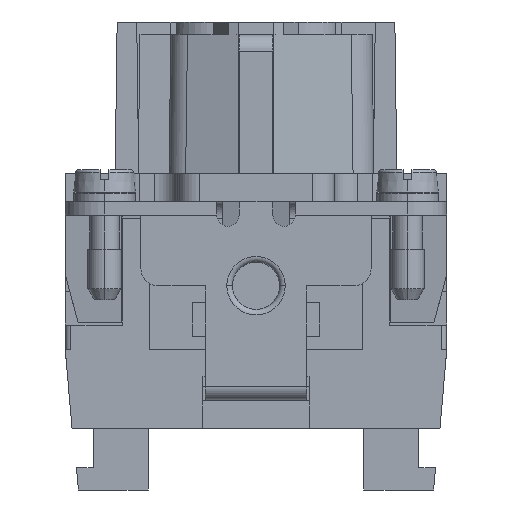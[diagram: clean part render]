
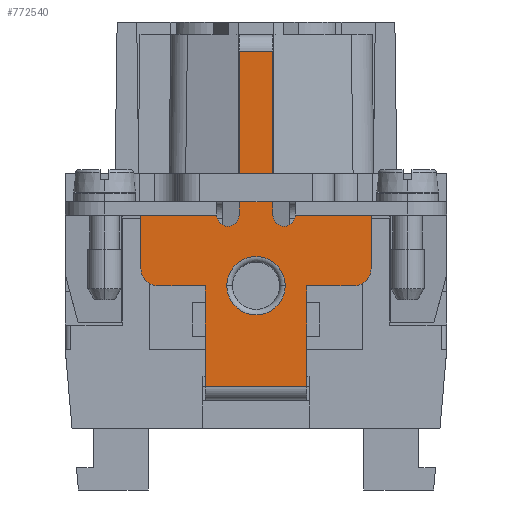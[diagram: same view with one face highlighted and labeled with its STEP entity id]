
A CAD part, left-side view. The second image highlights one B-rep face of the part: STEP entity #772540.
In plain terms, the highlighted face is planar.
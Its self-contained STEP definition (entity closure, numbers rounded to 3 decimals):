
#29230=CARTESIAN_POINT('',(120.246,18.426,
0.9));
#29240=VERTEX_POINT('',#29230);
#29270=CARTESIAN_POINT('',(120.246,18.426,
-20.6));
#29280=DIRECTION('',(0.,0.,1.));
#29290=VECTOR('',#29280,1.);
#29300=LINE('',#29270,#29290);
#29310=CARTESIAN_POINT('',(120.246,18.426,
-3.9));
#29320=VERTEX_POINT('',#29310);
#29330=EDGE_CURVE('',#29320,#29240,#29300,.T.);
#759740=CARTESIAN_POINT('',(120.246,24.176,
6.9));
#759750=VERTEX_POINT('',#759740);
#759900=CARTESIAN_POINT('',(120.246,24.176,
3.9));
#759910=VERTEX_POINT('',#759900);
#759940=CARTESIAN_POINT('',(120.246,24.176,
-20.6));
#759950=DIRECTION('',(0.,0.,-1.));
#759960=VECTOR('',#759950,1.);
#759970=LINE('',#759940,#759960);
#759980=CARTESIAN_POINT('',(120.246,24.176,
2.4));
#759990=VERTEX_POINT('',#759980);
#760000=EDGE_CURVE('',#759910,#759990,#759970,.T.);
#760670=CARTESIAN_POINT('',(120.246,24.176,
11.4));
#760680=VERTEX_POINT('',#760670);
#760710=EDGE_CURVE('',#760680,#759750,#759970,.T.);
#761000=CARTESIAN_POINT('',(120.246,38.926,
-3.9));
#761010=VERTEX_POINT('',#761000);
#761040=CARTESIAN_POINT('',(120.246,38.926,
-20.6));
#761050=DIRECTION('',(0.,0.,-1.));
#761060=VECTOR('',#761050,1.);
#761070=LINE('',#761040,#761060);
#761080=CARTESIAN_POINT('',(120.246,38.926,
0.9));
#761090=VERTEX_POINT('',#761080);
#761100=EDGE_CURVE('',#761090,#761010,#761070,.T.);
#765500=CARTESIAN_POINT('',(120.246,32.176,
-3.9));
#765510=VERTEX_POINT('',#765500);
#765540=CARTESIAN_POINT('',(120.246,-15.324,
-3.9));
#765550=DIRECTION('',(0.,-1.,0.));
#765560=VECTOR('',#765550,1.);
#765570=LINE('',#765540,#765560);
#765580=EDGE_CURVE('',#761010,#765510,#765570,.T.);
#768170=CARTESIAN_POINT('',(120.246,30.176,
-3.9));
#768180=VERTEX_POINT('',#768170);
#768230=CARTESIAN_POINT('',(120.246,31.176,
-3.9));
#768240=DIRECTION('',(1.,0.,0.));
#768250=DIRECTION('',(0.,1.,0.));
#768260=AXIS2_PLACEMENT_3D('',#768230,#768240,#768250);
#768270=CIRCLE('',#768260,1.);
#768280=EDGE_CURVE('',#765510,#768180,#768270,.T.);
#771140=CARTESIAN_POINT('',(120.246,26.076,
2.4));
#771150=VERTEX_POINT('',#771140);
#771240=CARTESIAN_POINT('',(120.246,31.276,
2.4));
#771250=VERTEX_POINT('',#771240);
#771280=CARTESIAN_POINT('',(120.246,28.676,
2.4));
#771290=DIRECTION('',(1.,0.,0.));
#771300=DIRECTION('',(0.,1.,0.));
#771310=AXIS2_PLACEMENT_3D('',#771280,#771290,#771300);
#771320=CIRCLE('',#771310,2.6);
#771330=EDGE_CURVE('',#771150,#771250,#771320,.T.);
#771450=CARTESIAN_POINT('',(120.246,27.682,
7.687));
#771460=DIRECTION('',(1.,0.,0.));
#771470=DIRECTION('',(0.,1.,0.));
#771480=AXIS2_PLACEMENT_3D('',#771450,#771460,#771470);
#771490=PLANE('',#771480);
#771500=EDGE_CURVE('',#771250,#771150,#771320,.T.);
#771510=ORIENTED_EDGE('',*,*,#771500,.F.);
#771520=ORIENTED_EDGE('',*,*,#771330,.F.);
#771530=EDGE_LOOP('',(#771520,#771510));
#771540=FACE_BOUND('',#771530,.T.);
#771550=ORIENTED_EDGE('',*,*,#760000,.T.);
#771560=EDGE_CURVE('',#759750,#759910,#759970,.T.);
#771570=ORIENTED_EDGE('',*,*,#771560,.T.);
#771580=ORIENTED_EDGE('',*,*,#760710,.T.);
#771590=CARTESIAN_POINT('',(120.246,-15.324,
11.4));
#771600=DIRECTION('',(0.,1.,0.));
#771610=VECTOR('',#771600,1.);
#771620=LINE('',#771590,#771610);
#771630=CARTESIAN_POINT('',(120.246,33.176,
11.4));
#771640=VERTEX_POINT('',#771630);
#771650=EDGE_CURVE('',#760680,#771640,#771620,.T.);
#771660=ORIENTED_EDGE('',*,*,#771650,.F.);
#771670=CARTESIAN_POINT('',(120.246,33.176,
-20.6));
#771680=DIRECTION('',(0.,0.,1.));
#771690=VECTOR('',#771680,1.);
#771700=LINE('',#771670,#771690);
#771710=CARTESIAN_POINT('',(120.246,33.176,
6.9));
#771720=VERTEX_POINT('',#771710);
#771730=EDGE_CURVE('',#771720,#771640,#771700,.T.);
#771740=ORIENTED_EDGE('',*,*,#771730,.T.);
#771750=CARTESIAN_POINT('',(120.246,33.176,
3.9));
#771760=VERTEX_POINT('',#771750);
#771770=EDGE_CURVE('',#771760,#771720,#771700,.T.);
#771780=ORIENTED_EDGE('',*,*,#771770,.T.);
#771790=CARTESIAN_POINT('',(120.246,33.176,
2.4));
#771800=VERTEX_POINT('',#771790);
#771810=EDGE_CURVE('',#771800,#771760,#771700,.T.);
#771820=ORIENTED_EDGE('',*,*,#771810,.T.);
#771830=CARTESIAN_POINT('',(120.246,-15.324,
2.4));
#771840=DIRECTION('',(0.,1.,0.));
#771850=VECTOR('',#771840,1.);
#771860=LINE('',#771830,#771850);
#771870=CARTESIAN_POINT('',(120.246,37.426,
2.4));
#771880=VERTEX_POINT('',#771870);
#771890=EDGE_CURVE('',#771800,#771880,#771860,.T.);
#771900=ORIENTED_EDGE('',*,*,#771890,.F.);
#771910=CARTESIAN_POINT('',(120.246,37.426,
0.9));
#771920=DIRECTION('',(-1.,0.,0.));
#771930=DIRECTION('',(0.,-1.,0.));
#771940=AXIS2_PLACEMENT_3D('',#771910,#771920,#771930);
#771950=CIRCLE('',#771940,1.5);
#771960=EDGE_CURVE('',#771880,#761090,#771950,.T.);
#771970=ORIENTED_EDGE('',*,*,#771960,.F.);
#771980=ORIENTED_EDGE('',*,*,#761100,.F.);
#771990=ORIENTED_EDGE('',*,*,#765580,.F.);
#772000=ORIENTED_EDGE('',*,*,#768280,.F.);
#772010=CARTESIAN_POINT('',(120.246,30.176,
-20.6));
#772020=DIRECTION('',(0.,0.,-1.));
#772030=VECTOR('',#772020,1.);
#772040=LINE('',#772010,#772030);
#772050=CARTESIAN_POINT('',(120.246,30.176,
-18.5));
#772060=VERTEX_POINT('',#772050);
#772070=EDGE_CURVE('',#768180,#772060,#772040,.T.);
#772080=ORIENTED_EDGE('',*,*,#772070,.F.);
#772090=CARTESIAN_POINT('',(120.246,-15.324,
-18.5));
#772100=DIRECTION('',(0.,1.,0.));
#772110=VECTOR('',#772100,1.);
#772120=LINE('',#772090,#772110);
#772130=CARTESIAN_POINT('',(120.246,27.176,
-18.5));
#772140=VERTEX_POINT('',#772130);
#772150=EDGE_CURVE('',#772140,#772060,#772120,.T.);
#772160=ORIENTED_EDGE('',*,*,#772150,.T.);
#772170=CARTESIAN_POINT('',(120.246,27.176,
-20.6));
#772180=DIRECTION('',(0.,0.,1.));
#772190=VECTOR('',#772180,1.);
#772200=LINE('',#772170,#772190);
#772210=CARTESIAN_POINT('',(120.246,27.176,
-3.9));
#772220=VERTEX_POINT('',#772210);
#772230=EDGE_CURVE('',#772140,#772220,#772200,.T.);
#772240=ORIENTED_EDGE('',*,*,#772230,.F.);
#772250=CARTESIAN_POINT('',(120.246,26.176,
-3.9));
#772260=DIRECTION('',(1.,0.,0.));
#772270=DIRECTION('',(0.,1.,0.));
#772280=AXIS2_PLACEMENT_3D('',#772250,#772260,#772270);
#772290=CIRCLE('',#772280,1.);
#772300=CARTESIAN_POINT('',(120.246,25.176,
-3.9));
#772310=VERTEX_POINT('',#772300);
#772320=EDGE_CURVE('',#772220,#772310,#772290,.T.);
#772330=ORIENTED_EDGE('',*,*,#772320,.F.);
#772340=EDGE_CURVE('',#772310,#29320,#765570,.T.);
#772350=ORIENTED_EDGE('',*,*,#772340,.F.);
#772360=ORIENTED_EDGE('',*,*,#29330,.F.);
#772370=CARTESIAN_POINT('',(120.246,19.926,
0.9));
#772380=DIRECTION('',(-1.,0.,0.));
#772390=DIRECTION('',(0.,-1.,0.));
#772400=AXIS2_PLACEMENT_3D('',#772370,#772380,#772390);
#772410=CIRCLE('',#772400,1.5);
#772420=CARTESIAN_POINT('',(120.246,19.926,
2.4));
#772430=VERTEX_POINT('',#772420);
#772440=EDGE_CURVE('',#29240,#772430,#772410,.T.);
#772450=ORIENTED_EDGE('',*,*,#772440,.F.);
#772460=CARTESIAN_POINT('',(120.246,-15.324,
2.4));
#772470=DIRECTION('',(0.,1.,0.));
#772480=VECTOR('',#772470,1.);
#772490=LINE('',#772460,#772480);
#772500=EDGE_CURVE('',#772430,#759990,#772490,.T.);
#772510=ORIENTED_EDGE('',*,*,#772500,.F.);
#772520=EDGE_LOOP('',(#772510,#772450,#772360,#772350,#772330,#772240,
#772160,#772080,#772000,#771990,#771980,#771970,#771900,#771820,#771780,
#771740,#771660,#771580,#771570,#771550));
#772530=FACE_OUTER_BOUND('',#772520,.T.);
#772540=ADVANCED_FACE('F683',(#771540,#772530),#771490,.T.);
